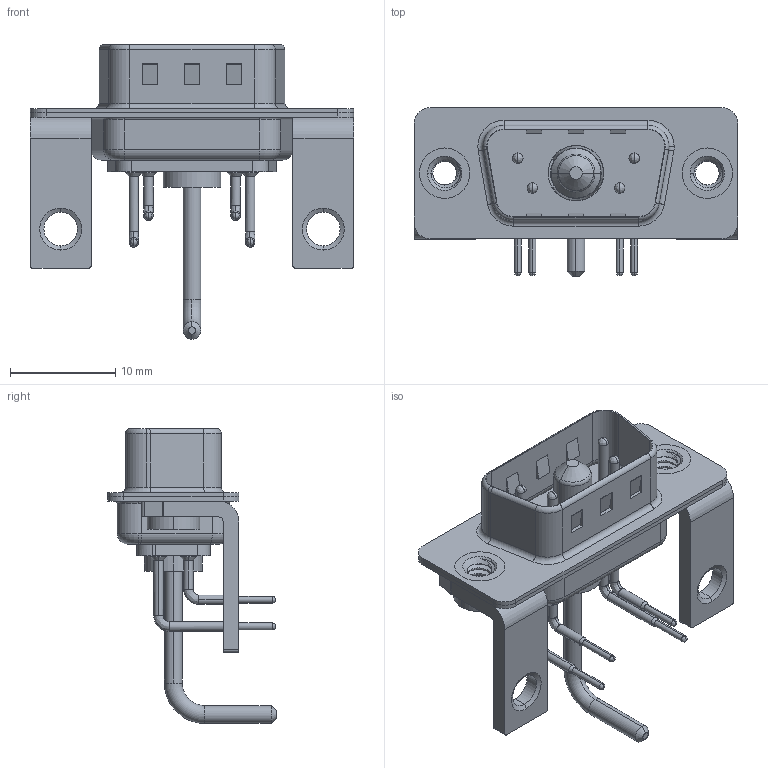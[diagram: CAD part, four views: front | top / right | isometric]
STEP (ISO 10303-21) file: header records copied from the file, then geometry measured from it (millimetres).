
FILE_DESCRIPTION (( 'STEP AP203' ), '1' );
FILE_NAME ('629-5W1-650-1NC.STEP', '2022-05-04T18:04:34', ( '' ), ( '' ), 'SwSTEP 2.0', 'SolidWorks 2020', '' );
FILE_SCHEMA (( 'CONFIG_CONTROL_DESIGN' ));
Length unit declared in the file: millimetre
Products named in the file (9): 629Combo Shell Front_09 Contacts; Power Pin_Ext 10A RA; 629Combo Threaded Rivet_2; 629Combo Shell Rear_09 Contacts; 629Combo Contact Row 2; 629Combo Housing_5W1; 629-5W1-650-1NC; 629Combo Stabilizer Bracket; 629Combo Contact Row 1
Assembly tree (12 placements, depth 2):
  629-5W1-650-1NC
    629Combo Housing_5W1
    629Combo Shell Rear_09 Contacts
    629Combo Shell Front_09 Contacts
    629Combo Threaded Rivet_2  x2
    629Combo Stabilizer Bracket  x2
    Power Pin_Ext 10A RA
    629Combo Contact Row 1  x2
    629Combo Contact Row 2  x2
Bounding box: 30.8 x 16.05 x 28.08 mm (x, y, z)
Volume: 1747.6 mm3; surface area: 4401.2 mm2
Topology: 13 solids, 13 shells, 835 faces, 2221 edges, 1426 vertices
Faces by surface type: plane 393, cylinder 318, torus 54, cone 39, bspline 31
Entity records: 20233 total; most frequent: CARTESIAN_POINT 4777, DIRECTION 3127, ORIENTED_EDGE 2960, EDGE_CURVE 1480, AXIS2_PLACEMENT_3D 1125, VERTEX_POINT 950, VECTOR 877, LINE 877
